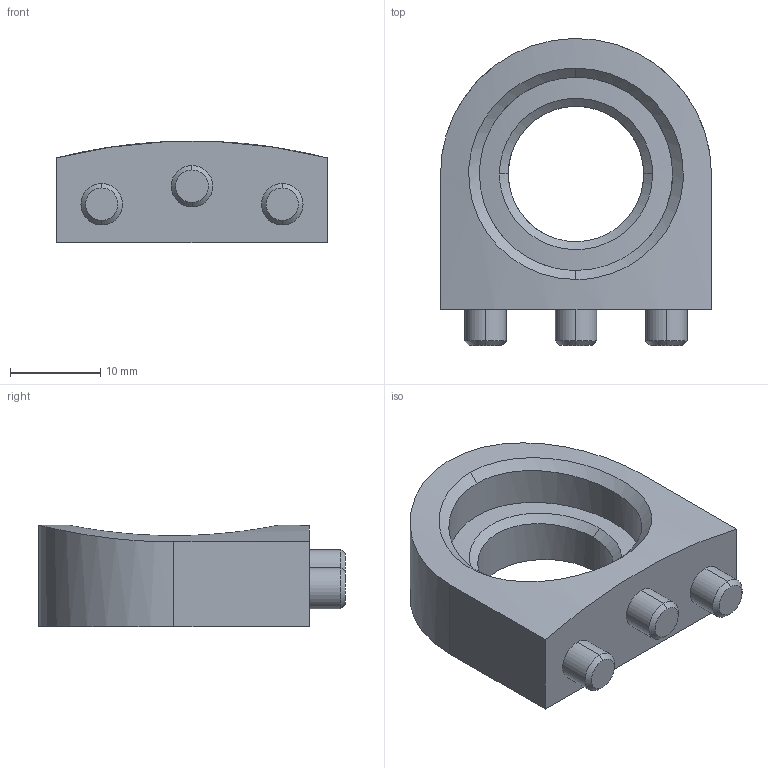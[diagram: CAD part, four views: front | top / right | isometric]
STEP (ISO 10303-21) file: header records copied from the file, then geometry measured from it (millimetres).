
FILE_DESCRIPTION (( 'STEP AP214' ), '1' );
FILE_NAME ('base_bearing_holder.STEP', '2026-01-08T17:37:13', ( '' ), ( '' ), 'SwSTEP 2.0', 'SolidWorks 2025', '' );
FILE_SCHEMA (( 'AUTOMOTIVE_DESIGN' ));
Length unit declared in the file: millimetre
Products named in the file (1): base_bearing_holder
Bounding box: 30 x 34 x 11.29 mm (x, y, z)
Volume: 5796.6 mm3; surface area: 3067.2 mm2
Topology: 1 solids, 1 shells, 30 faces, 65 edges, 41 vertices
Faces by surface type: cylinder 11, plane 7, bspline 6, cone 6
Entity records: 4180 total; most frequent: CARTESIAN_POINT 3529, ORIENTED_EDGE 130, DIRECTION 119, EDGE_CURVE 65, AXIS2_PLACEMENT_3D 47, VERTEX_POINT 41, EDGE_LOOP 36, FACE_OUTER_BOUND 30
